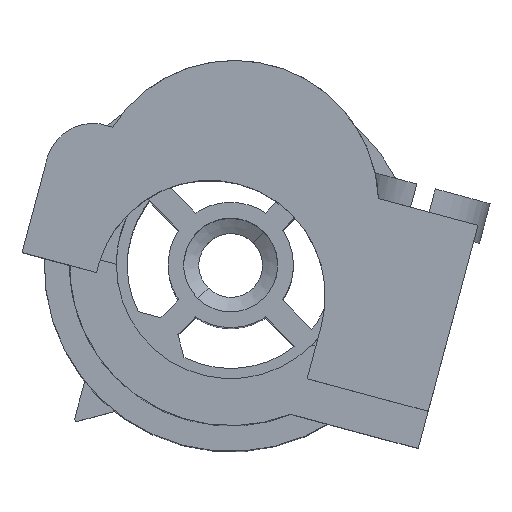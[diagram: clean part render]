
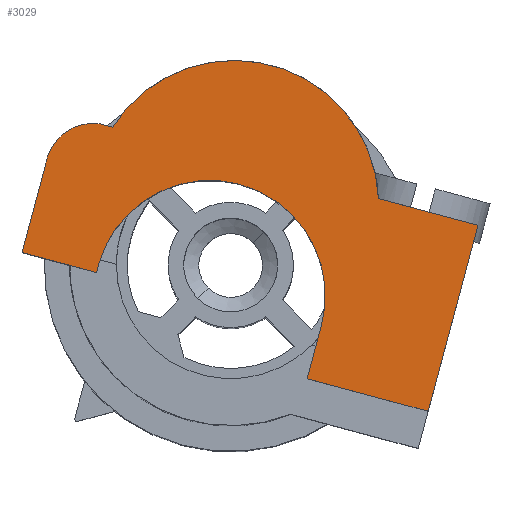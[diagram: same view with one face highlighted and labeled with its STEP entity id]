
A CAD part, top view. The second image highlights one B-rep face of the part: STEP entity #3029.
In plain terms, the highlighted planar face has unit normal (0, 0, 1).
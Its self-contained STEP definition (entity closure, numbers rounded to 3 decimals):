
#2064=AXIS2_PLACEMENT_3D('Circle Axis2P3D',#2062,#2063,$) ;
#2081=AXIS2_PLACEMENT_3D('Circle Axis2P3D',#2079,#2080,$) ;
#2969=AXIS2_PLACEMENT_3D('Circle Axis2P3D',#2967,#2968,$) ;
#2989=AXIS2_PLACEMENT_3D('Plane Axis2P3D',#2986,#2987,#2988) ;
#2993=AXIS2_PLACEMENT_3D('Circle Axis2P3D',#2991,#2992,$) ;
#3012=AXIS2_PLACEMENT_3D('Circle Axis2P3D',#3010,#3011,$) ;
#1999=CARTESIAN_POINT('Vertex',(3.099,7.405,45.95)) ;
#2002=CARTESIAN_POINT('Line Origine',(1.549,7.82,45.95)) ;
#2006=CARTESIAN_POINT('Vertex',(0.,8.235,45.95)) ;
#2031=CARTESIAN_POINT('Line Origine',(0.498,10.093,45.95)) ;
#2035=CARTESIAN_POINT('Vertex',(0.995,11.95,45.95)) ;
#2059=CARTESIAN_POINT('Vertex',(1.033,12.121,45.95)) ;
#2062=CARTESIAN_POINT('Axis2P3D Location',(2.965,11.603,45.95)) ;
#2079=CARTESIAN_POINT('Axis2P3D Location',(2.965,11.603,45.95)) ;
#2083=CARTESIAN_POINT('Vertex',(3.202,13.589,45.95)) ;
#2131=CARTESIAN_POINT('Line Origine',(3.477,13.515,45.95)) ;
#2135=CARTESIAN_POINT('Vertex',(3.753,13.442,45.95)) ;
#2187=CARTESIAN_POINT('Vertex',(14.808,10.479,45.95)) ;
#2192=CARTESIAN_POINT('Line Origine',(16.874,9.926,45.95)) ;
#2196=CARTESIAN_POINT('Vertex',(18.94,9.372,45.95)) ;
#2306=CARTESIAN_POINT('Line Origine',(17.904,5.509,45.95)) ;
#2310=CARTESIAN_POINT('Vertex',(16.869,1.645,45.95)) ;
#2967=CARTESIAN_POINT('Axis2P3D Location',(7.8,6.436,45.95)) ;
#2971=CARTESIAN_POINT('Vertex',(3.164,7.678,45.95)) ;
#2986=CARTESIAN_POINT('Axis2P3D Location',(8.891,10.507,45.95)) ;
#2991=CARTESIAN_POINT('Axis2P3D Location',(7.8,6.436,45.95)) ;
#2995=CARTESIAN_POINT('Vertex',(12.436,5.194,45.95)) ;
#2998=CARTESIAN_POINT('Line Origine',(12.141,4.092,45.95)) ;
#3002=CARTESIAN_POINT('Vertex',(11.846,2.991,45.95)) ;
#3005=CARTESIAN_POINT('Line Origine',(14.358,2.318,45.95)) ;
#3010=CARTESIAN_POINT('Axis2P3D Location',(8.813,10.218,45.95)) ;
#2003=DIRECTION('Vector Direction',(-0.966,0.259,0.)) ;
#2032=DIRECTION('Vector Direction',(0.259,0.966,0.)) ;
#2063=DIRECTION('Axis2P3D Direction',(0.,0.,-1.)) ;
#2080=DIRECTION('Axis2P3D Direction',(0.,0.,-1.)) ;
#2132=DIRECTION('Vector Direction',(-0.966,0.259,0.)) ;
#2193=DIRECTION('Vector Direction',(0.966,-0.259,0.)) ;
#2307=DIRECTION('Vector Direction',(-0.259,-0.966,0.)) ;
#2968=DIRECTION('Axis2P3D Direction',(0.,0.,-1.)) ;
#2987=DIRECTION('Axis2P3D Direction',(0.,0.,-1.)) ;
#2988=DIRECTION('Axis2P3D XDirection',(-0.966,0.259,0.)) ;
#2992=DIRECTION('Axis2P3D Direction',(0.,0.,-1.)) ;
#2999=DIRECTION('Vector Direction',(0.259,0.966,0.)) ;
#3006=DIRECTION('Vector Direction',(-0.966,0.259,0.)) ;
#3011=DIRECTION('Axis2P3D Direction',(0.,0.,-1.)) ;
#2004=VECTOR('Line Direction',#2003,1.) ;
#2033=VECTOR('Line Direction',#2032,1.) ;
#2133=VECTOR('Line Direction',#2132,1.) ;
#2194=VECTOR('Line Direction',#2193,1.) ;
#2308=VECTOR('Line Direction',#2307,1.) ;
#3000=VECTOR('Line Direction',#2999,1.) ;
#3007=VECTOR('Line Direction',#3006,1.) ;
#3016=ORIENTED_EDGE('',*,*,#2085,.F.) ;
#3017=ORIENTED_EDGE('',*,*,#2066,.F.) ;
#3018=ORIENTED_EDGE('',*,*,#2037,.F.) ;
#3019=ORIENTED_EDGE('',*,*,#2008,.F.) ;
#3020=ORIENTED_EDGE('',*,*,#2973,.T.) ;
#3021=ORIENTED_EDGE('',*,*,#2997,.T.) ;
#3022=ORIENTED_EDGE('',*,*,#3004,.F.) ;
#3023=ORIENTED_EDGE('',*,*,#3009,.F.) ;
#3024=ORIENTED_EDGE('',*,*,#2312,.F.) ;
#3025=ORIENTED_EDGE('',*,*,#2198,.F.) ;
#3026=ORIENTED_EDGE('',*,*,#3014,.F.) ;
#3027=ORIENTED_EDGE('',*,*,#2137,.T.) ;
#3029=ADVANCED_FACE('Hauptkoerper',(#3028),#2990,.F.) ;
#2065=CIRCLE('generated circle',#2064,2.) ;
#2082=CIRCLE('generated circle',#2081,2.) ;
#2970=CIRCLE('generated circle',#2969,4.8) ;
#2994=CIRCLE('generated circle',#2993,4.8) ;
#3013=CIRCLE('generated circle',#3012,6.) ;
#2008=EDGE_CURVE('',#2000,#2007,#2005,.T.) ;
#2037=EDGE_CURVE('',#2007,#2036,#2034,.T.) ;
#2066=EDGE_CURVE('',#2036,#2060,#2065,.T.) ;
#2085=EDGE_CURVE('',#2060,#2084,#2082,.T.) ;
#2137=EDGE_CURVE('',#2136,#2084,#2134,.T.) ;
#2198=EDGE_CURVE('',#2188,#2197,#2195,.T.) ;
#2312=EDGE_CURVE('',#2197,#2311,#2309,.T.) ;
#2973=EDGE_CURVE('',#2000,#2972,#2970,.T.) ;
#2997=EDGE_CURVE('',#2972,#2996,#2994,.T.) ;
#3004=EDGE_CURVE('',#3003,#2996,#3001,.T.) ;
#3009=EDGE_CURVE('',#2311,#3003,#3008,.T.) ;
#3014=EDGE_CURVE('',#2136,#2188,#3013,.T.) ;
#3015=EDGE_LOOP('',(#3016,#3017,#3018,#3019,#3020,#3021,#3022,#3023,#3024,#3025,#3026,#3027)) ;
#3028=FACE_OUTER_BOUND('',#3015,.T.) ;
#2005=LINE('Line',#2002,#2004) ;
#2034=LINE('Line',#2031,#2033) ;
#2134=LINE('Line',#2131,#2133) ;
#2195=LINE('Line',#2192,#2194) ;
#2309=LINE('Line',#2306,#2308) ;
#3001=LINE('Line',#2998,#3000) ;
#3008=LINE('Line',#3005,#3007) ;
#2990=PLANE('',#2989) ;
#2000=VERTEX_POINT('',#1999) ;
#2007=VERTEX_POINT('',#2006) ;
#2036=VERTEX_POINT('',#2035) ;
#2060=VERTEX_POINT('',#2059) ;
#2084=VERTEX_POINT('',#2083) ;
#2136=VERTEX_POINT('',#2135) ;
#2188=VERTEX_POINT('',#2187) ;
#2197=VERTEX_POINT('',#2196) ;
#2311=VERTEX_POINT('',#2310) ;
#2972=VERTEX_POINT('',#2971) ;
#2996=VERTEX_POINT('',#2995) ;
#3003=VERTEX_POINT('',#3002) ;
